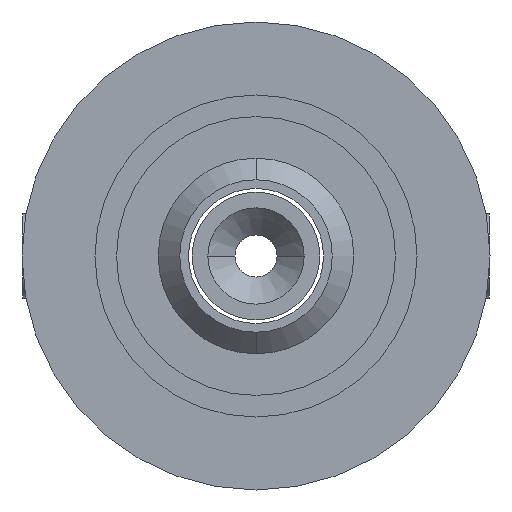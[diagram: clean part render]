
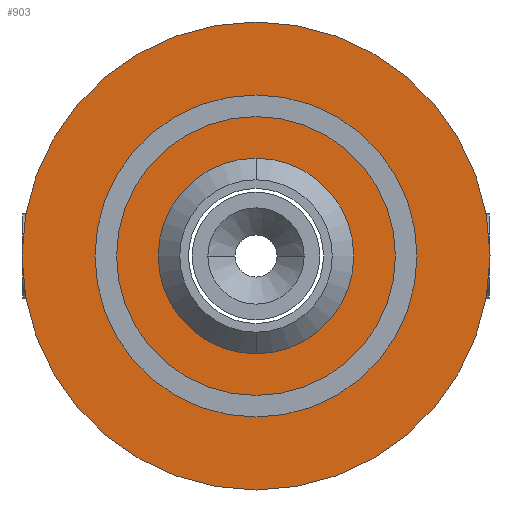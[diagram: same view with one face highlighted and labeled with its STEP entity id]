
A CAD part, front view. The second image highlights one B-rep face of the part: STEP entity #903.
In plain terms, the highlighted planar face has unit normal (0, -1, 0).
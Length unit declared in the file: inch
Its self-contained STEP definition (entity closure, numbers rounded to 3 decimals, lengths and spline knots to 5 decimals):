
#553 = CARTESIAN_POINT ( 'NONE',  ( 0., -0.2955, -0.2165 ) ) ;
#554 = CARTESIAN_POINT ( 'NONE',  ( 0., -0.2955, 0.2165 ) ) ;
#555 = DIRECTION ( 'NONE',  ( 0., 0., 1. ) ) ;
#556 = DIRECTION ( 'NONE',  ( 0., 1., 0. ) ) ;
#557 = CARTESIAN_POINT ( 'NONE',  ( 0., -0.2955, 0. ) ) ;
#558 = AXIS2_PLACEMENT_3D ( 'NONE', #557, #556, #555 ) ;
#559 = CIRCLE ( 'NONE', #558, 0.2165 ) ;
#780 = CIRCLE ( 'NONE', #785, 0.0905 ) ;
#781 = CARTESIAN_POINT ( 'NONE',  ( 0., -0.2955, 0.0905 ) ) ;
#783 = DIRECTION ( 'NONE',  ( 0., 1., 0. ) ) ;
#784 = CARTESIAN_POINT ( 'NONE',  ( 0., -0.2955, 0. ) ) ;
#785 = AXIS2_PLACEMENT_3D ( 'NONE', #784, #783, #830 ) ;
#787 = CARTESIAN_POINT ( 'NONE',  ( 0., -0.2955, -0.0905 ) ) ;
#830 = DIRECTION ( 'NONE',  ( 0., 0., 1. ) ) ;
#888 = ORIENTED_EDGE ( 'NONE', *, *, #902, .T. ) ;
#893 = ORIENTED_EDGE ( 'NONE', *, *, #1623, .T. ) ;
#894 = EDGE_CURVE ( 'NONE', #1550, #1549, #2015, .T. ) ;
#895 = EDGE_LOOP ( 'NONE', ( #893, #888 ) ) ;
#896 = ORIENTED_EDGE ( 'NONE', *, *, #894, .F. ) ;
#897 = EDGE_LOOP ( 'NONE', ( #900, #896 ) ) ;
#900 = ORIENTED_EDGE ( 'NONE', *, *, #1548, .F. ) ;
#902 = EDGE_CURVE ( 'NONE', #1621, #1624, #1890, .T. ) ;
#903 = ADVANCED_FACE ( 'NONE', ( #1885, #1884 ), #1883, .F. ) ;
#1548 = EDGE_CURVE ( 'NONE', #1549, #1550, #559, .T. ) ;
#1549 = VERTEX_POINT ( 'NONE', #554 ) ;
#1550 = VERTEX_POINT ( 'NONE', #553 ) ;
#1621 = VERTEX_POINT ( 'NONE', #787 ) ;
#1623 = EDGE_CURVE ( 'NONE', #1624, #1621, #780, .T. ) ;
#1624 = VERTEX_POINT ( 'NONE', #781 ) ;
#1879 = DIRECTION ( 'NONE',  ( 0., 0., 1. ) ) ;
#1880 = DIRECTION ( 'NONE',  ( 0., 1., 0. ) ) ;
#1881 = CARTESIAN_POINT ( 'NONE',  ( 0.2165, -0.2955, 0. ) ) ;
#1882 = AXIS2_PLACEMENT_3D ( 'NONE', #1881, #1880, #1879 ) ;
#1883 = PLANE ( 'NONE',  #1882 ) ;
#1884 = FACE_BOUND ( 'NONE', #895, .T. ) ;
#1885 = FACE_OUTER_BOUND ( 'NONE', #897, .T. ) ;
#1886 = DIRECTION ( 'NONE',  ( 0., 0., 1. ) ) ;
#1887 = DIRECTION ( 'NONE',  ( 0., 1., 0. ) ) ;
#1888 = CARTESIAN_POINT ( 'NONE',  ( 0., -0.2955, 0. ) ) ;
#1889 = AXIS2_PLACEMENT_3D ( 'NONE', #1888, #1887, #1886 ) ;
#1890 = CIRCLE ( 'NONE', #1889, 0.0905 ) ;
#2011 = DIRECTION ( 'NONE',  ( 0., 0., 1. ) ) ;
#2012 = DIRECTION ( 'NONE',  ( 0., 1., 0. ) ) ;
#2013 = CARTESIAN_POINT ( 'NONE',  ( 0., -0.2955, 0. ) ) ;
#2014 = AXIS2_PLACEMENT_3D ( 'NONE', #2013, #2012, #2011 ) ;
#2015 = CIRCLE ( 'NONE', #2014, 0.2165 ) ;
